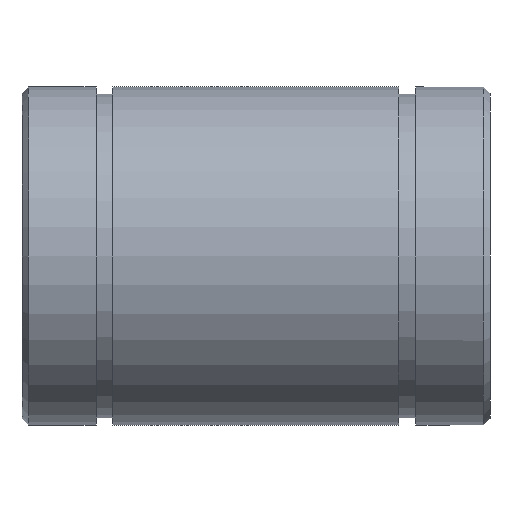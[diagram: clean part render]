
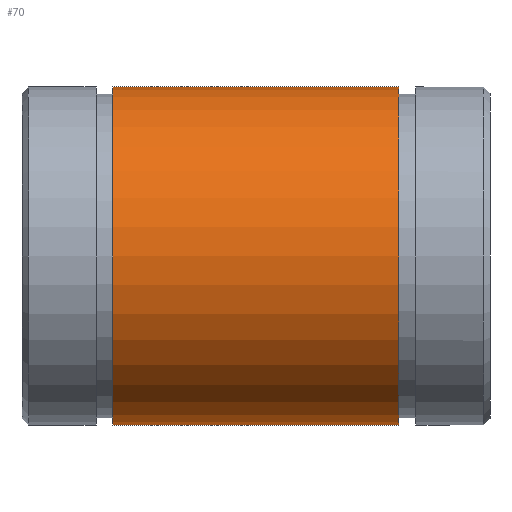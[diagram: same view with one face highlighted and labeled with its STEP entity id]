
A CAD part, left-side view. The second image highlights one B-rep face of the part: STEP entity #70.
In plain terms, the highlighted cylindrical face has radius 13 mm (diameter 26 mm), a full revolution.
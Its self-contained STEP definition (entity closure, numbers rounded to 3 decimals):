
#70 = ADVANCED_FACE( '', ( #149, #150 ), #151, .T. );
#149 = FACE_OUTER_BOUND( '', #220, .T. );
#150 = FACE_OUTER_BOUND( '', #221, .T. );
#151 = CYLINDRICAL_SURFACE( '', #222, 13. );
#220 = EDGE_LOOP( '', ( #315 ) );
#221 = EDGE_LOOP( '', ( #316 ) );
#222 = AXIS2_PLACEMENT_3D( '', #317, #318, #319 );
#315 = ORIENTED_EDGE( '', *, *, #328, .F. );
#316 = ORIENTED_EDGE( '', *, *, #349, .T. );
#317 = CARTESIAN_POINT( '', ( 0., -60., 0. ) );
#318 = DIRECTION( '', ( 0., 1., 0. ) );
#319 = DIRECTION( '', ( 0., 0., -1. ) );
#328 = EDGE_CURVE( '', #365, #365, #366, .T. );
#349 = EDGE_CURVE( '', #396, #396, #397, .T. );
#365 = VERTEX_POINT( '', #413 );
#366 = CIRCLE( '', #414, 13. );
#396 = VERTEX_POINT( '', #444 );
#397 = CIRCLE( '', #445, 13. );
#413 = CARTESIAN_POINT( '', ( 0., -11., -13. ) );
#414 = AXIS2_PLACEMENT_3D( '', #463, #464, #465 );
#444 = CARTESIAN_POINT( '', ( 0., 11., -13. ) );
#445 = AXIS2_PLACEMENT_3D( '', #493, #494, #495 );
#463 = CARTESIAN_POINT( '', ( 0., -11., 0. ) );
#464 = DIRECTION( '', ( 0., -1., 0. ) );
#465 = DIRECTION( '', ( 0., 0., -1. ) );
#493 = CARTESIAN_POINT( '', ( 0., 11., 0. ) );
#494 = DIRECTION( '', ( 0., -1., 0. ) );
#495 = DIRECTION( '', ( 0., 0., -1. ) );
